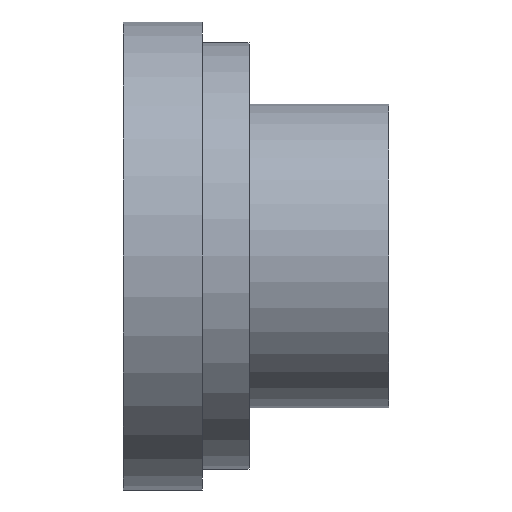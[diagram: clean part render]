
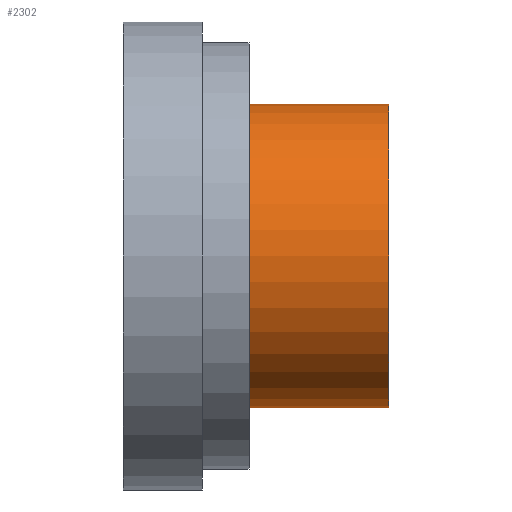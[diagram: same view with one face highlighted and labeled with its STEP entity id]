
A CAD part, front view. The second image highlights one B-rep face of the part: STEP entity #2302.
In plain terms, the highlighted cylindrical face has radius 25 mm (diameter 50 mm), a full revolution.
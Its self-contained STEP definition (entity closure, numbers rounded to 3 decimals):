
#41=CYLINDRICAL_SURFACE('',#2504,25.);
#145=CIRCLE('',#2503,25.);
#146=CIRCLE('',#2505,25.);
#268=FACE_OUTER_BOUND('',#430,.T.);
#430=EDGE_LOOP('',(#2071,#2072,#2073,#2074));
#689=LINE('',#3765,#941);
#941=VECTOR('',#3124,25.);
#1144=VERTEX_POINT('',#3760);
#1145=VERTEX_POINT('',#3763);
#1455=EDGE_CURVE('',#1144,#1144,#145,.T.);
#1456=EDGE_CURVE('',#1145,#1145,#146,.T.);
#1457=EDGE_CURVE('',#1145,#1144,#689,.T.);
#2071=ORIENTED_EDGE('',*,*,#1456,.F.);
#2072=ORIENTED_EDGE('',*,*,#1457,.T.);
#2073=ORIENTED_EDGE('',*,*,#1455,.T.);
#2074=ORIENTED_EDGE('',*,*,#1457,.F.);
#2302=ADVANCED_FACE('',(#268),#41,.T.);
#2503=AXIS2_PLACEMENT_3D('',#3761,#3118,#3119);
#2504=AXIS2_PLACEMENT_3D('',#3762,#3120,#3121);
#2505=AXIS2_PLACEMENT_3D('',#3764,#3122,#3123);
#3118=DIRECTION('center_axis',(1.,0.,0.));
#3119=DIRECTION('ref_axis',(0.,0.,-1.));
#3120=DIRECTION('center_axis',(1.,0.,0.));
#3121=DIRECTION('ref_axis',(0.,1.,0.));
#3122=DIRECTION('center_axis',(1.,0.,0.));
#3123=DIRECTION('ref_axis',(0.,0.,-1.));
#3124=DIRECTION('',(-1.,0.,0.));
#3760=CARTESIAN_POINT('',(17.7,-25.,0.));
#3761=CARTESIAN_POINT('Origin',(17.7,0.,0.));
#3762=CARTESIAN_POINT('Origin',(29.2,0.,0.));
#3763=CARTESIAN_POINT('',(40.7,-25.,0.));
#3764=CARTESIAN_POINT('Origin',(40.7,0.,0.));
#3765=CARTESIAN_POINT('',(29.2,-25.,0.));
